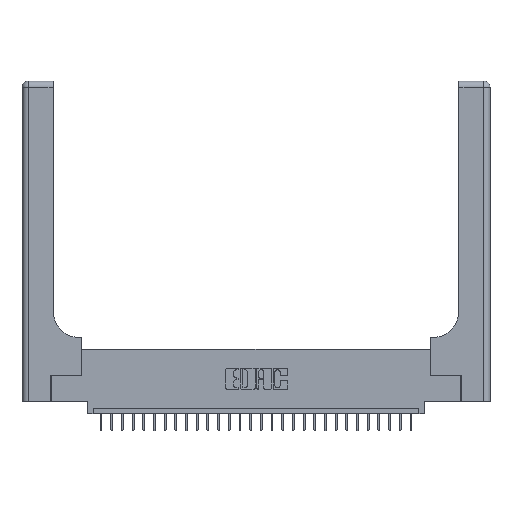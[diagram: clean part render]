
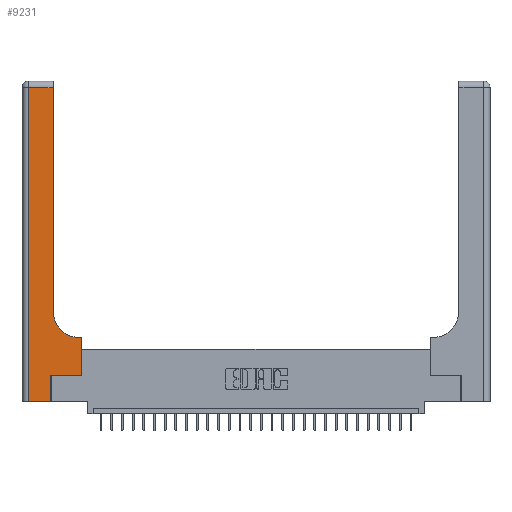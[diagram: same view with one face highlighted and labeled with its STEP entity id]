
A CAD part, top view. The second image highlights one B-rep face of the part: STEP entity #9231.
In plain terms, the highlighted planar face has unit normal (0, 0, 1).
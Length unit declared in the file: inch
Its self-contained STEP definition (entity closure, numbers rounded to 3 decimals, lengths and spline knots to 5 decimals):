
#661 = DIRECTION ( 'NONE',  ( -1., 0., 0. ) ) ;
#680 = VECTOR ( 'NONE', #23706, 39.37008 ) ;
#731 = VECTOR ( 'NONE', #29485, 39.37008 ) ;
#948 = ORIENTED_EDGE ( 'NONE', *, *, #15826, .T. ) ;
#1680 = EDGE_LOOP ( 'NONE', ( #4915, #11132, #25423, #5369, #19327, #19888, #948, #22164, #9071 ) ) ;
#2136 = DIRECTION ( 'NONE',  ( 1., 0., 0. ) ) ;
#2913 = EDGE_CURVE ( 'NONE', #6063, #23689, #18231, .T. ) ;
#3154 = DIRECTION ( 'NONE',  ( 0., 0., -1. ) ) ;
#3846 = EDGE_CURVE ( 'NONE', #21431, #19432, #20636, .T. ) ;
#3903 = CARTESIAN_POINT ( 'NONE',  ( 0.2915, 3., 0.37 ) ) ;
#4061 = CARTESIAN_POINT ( 'NONE',  ( 0.06, 3., 0.37 ) ) ;
#4117 = VERTEX_POINT ( 'NONE', #22688 ) ;
#4641 = LINE ( 'NONE', #15849, #731 ) ;
#4915 = ORIENTED_EDGE ( 'NONE', *, *, #24167, .T. ) ;
#5232 = CARTESIAN_POINT ( 'NONE',  ( 0., 3., 0.37 ) ) ;
#5361 = AXIS2_PLACEMENT_3D ( 'NONE', #5232, #3154, #661 ) ;
#5369 = ORIENTED_EDGE ( 'NONE', *, *, #23949, .T. ) ;
#6063 = VERTEX_POINT ( 'NONE', #29216 ) ;
#6357 = CARTESIAN_POINT ( 'NONE',  ( 0.2915, 0.6, 0.37 ) ) ;
#7503 = DIRECTION ( 'NONE',  ( 0., 1., 0. ) ) ;
#7600 = CARTESIAN_POINT ( 'NONE',  ( 0.269, 0., 0.37 ) ) ;
#8132 = CARTESIAN_POINT ( 'NONE',  ( 0.5585, 0.25, 0.37 ) ) ;
#8274 = CARTESIAN_POINT ( 'NONE',  ( 0.2915, 0.85, 0.37 ) ) ;
#8922 = DIRECTION ( 'NONE',  ( 0., 0., -1. ) ) ;
#9071 = ORIENTED_EDGE ( 'NONE', *, *, #3846, .T. ) ;
#9231 = ADVANCED_FACE ( 'NONE', ( #10936 ), #14333, .F. ) ;
#10856 = DIRECTION ( 'NONE',  ( -1., 0., 0. ) ) ;
#10936 = FACE_OUTER_BOUND ( 'NONE', #1680, .T. ) ;
#11132 = ORIENTED_EDGE ( 'NONE', *, *, #13634, .T. ) ;
#11855 = LINE ( 'NONE', #4061, #22247 ) ;
#12106 = VECTOR ( 'NONE', #24220, 39.37008 ) ;
#12225 = LINE ( 'NONE', #6357, #19056 ) ;
#13634 = EDGE_CURVE ( 'NONE', #4117, #18723, #26262, .T. ) ;
#14333 = PLANE ( 'NONE',  #5361 ) ;
#14429 = DIRECTION ( 'NONE',  ( -1., 0., 0. ) ) ;
#14623 = LINE ( 'NONE', #24012, #680 ) ;
#14886 = EDGE_CURVE ( 'NONE', #18723, #16967, #11855, .T. ) ;
#15136 = CARTESIAN_POINT ( 'NONE',  ( 0.5585, 0.6, 0.37 ) ) ;
#15690 = DIRECTION ( 'NONE',  ( 0., -1., 0. ) ) ;
#15805 = VERTEX_POINT ( 'NONE', #8132 ) ;
#15826 = EDGE_CURVE ( 'NONE', #15805, #29584, #17917, .T. ) ;
#15849 = CARTESIAN_POINT ( 'NONE',  ( 0.269, 0.25, 0.37 ) ) ;
#16776 = VECTOR ( 'NONE', #7503, 39.37008 ) ;
#16967 = VERTEX_POINT ( 'NONE', #17071 ) ;
#17071 = CARTESIAN_POINT ( 'NONE',  ( 0.06, 0., 0.37 ) ) ;
#17917 = LINE ( 'NONE', #21761, #24362 ) ;
#18231 = LINE ( 'NONE', #7600, #16776 ) ;
#18723 = VERTEX_POINT ( 'NONE', #21335 ) ;
#19056 = VECTOR ( 'NONE', #10856, 39.37008 ) ;
#19327 = ORIENTED_EDGE ( 'NONE', *, *, #2913, .T. ) ;
#19432 = VERTEX_POINT ( 'NONE', #8274 ) ;
#19888 = ORIENTED_EDGE ( 'NONE', *, *, #27200, .T. ) ;
#20636 = CIRCLE ( 'NONE', #26568, 0.25 ) ;
#20703 = LINE ( 'NONE', #3903, #12106 ) ;
#21335 = CARTESIAN_POINT ( 'NONE',  ( 0.06, 2.94, 0.37 ) ) ;
#21431 = VERTEX_POINT ( 'NONE', #27418 ) ;
#21761 = CARTESIAN_POINT ( 'NONE',  ( 0.5585, 0.25, 0.37 ) ) ;
#22164 = ORIENTED_EDGE ( 'NONE', *, *, #22319, .T. ) ;
#22247 = VECTOR ( 'NONE', #15690, 39.37008 ) ;
#22319 = EDGE_CURVE ( 'NONE', #29584, #21431, #12225, .T. ) ;
#22688 = CARTESIAN_POINT ( 'NONE',  ( 0.2915, 2.94, 0.37 ) ) ;
#23000 = CARTESIAN_POINT ( 'NONE',  ( 0.5415, 0.85, 0.37 ) ) ;
#23689 = VERTEX_POINT ( 'NONE', #29601 ) ;
#23706 = DIRECTION ( 'NONE',  ( 1., 0., 0. ) ) ;
#23949 = EDGE_CURVE ( 'NONE', #16967, #6063, #14623, .T. ) ;
#24012 = CARTESIAN_POINT ( 'NONE',  ( 0., 0., 0.37 ) ) ;
#24167 = EDGE_CURVE ( 'NONE', #19432, #4117, #20703, .T. ) ;
#24220 = DIRECTION ( 'NONE',  ( 0., 1., 0. ) ) ;
#24362 = VECTOR ( 'NONE', #26253, 39.37008 ) ;
#25423 = ORIENTED_EDGE ( 'NONE', *, *, #14886, .T. ) ;
#26253 = DIRECTION ( 'NONE',  ( 0., 1., 0. ) ) ;
#26262 = LINE ( 'NONE', #28116, #28016 ) ;
#26568 = AXIS2_PLACEMENT_3D ( 'NONE', #23000, #8922, #2136 ) ;
#27200 = EDGE_CURVE ( 'NONE', #23689, #15805, #4641, .T. ) ;
#27418 = CARTESIAN_POINT ( 'NONE',  ( 0.5415, 0.6, 0.37 ) ) ;
#28016 = VECTOR ( 'NONE', #14429, 39.37008 ) ;
#28116 = CARTESIAN_POINT ( 'NONE',  ( 0., 2.94, 0.37 ) ) ;
#29216 = CARTESIAN_POINT ( 'NONE',  ( 0.269, 0., 0.37 ) ) ;
#29485 = DIRECTION ( 'NONE',  ( 1., 0., 0. ) ) ;
#29584 = VERTEX_POINT ( 'NONE', #15136 ) ;
#29601 = CARTESIAN_POINT ( 'NONE',  ( 0.269, 0.25, 0.37 ) ) ;
